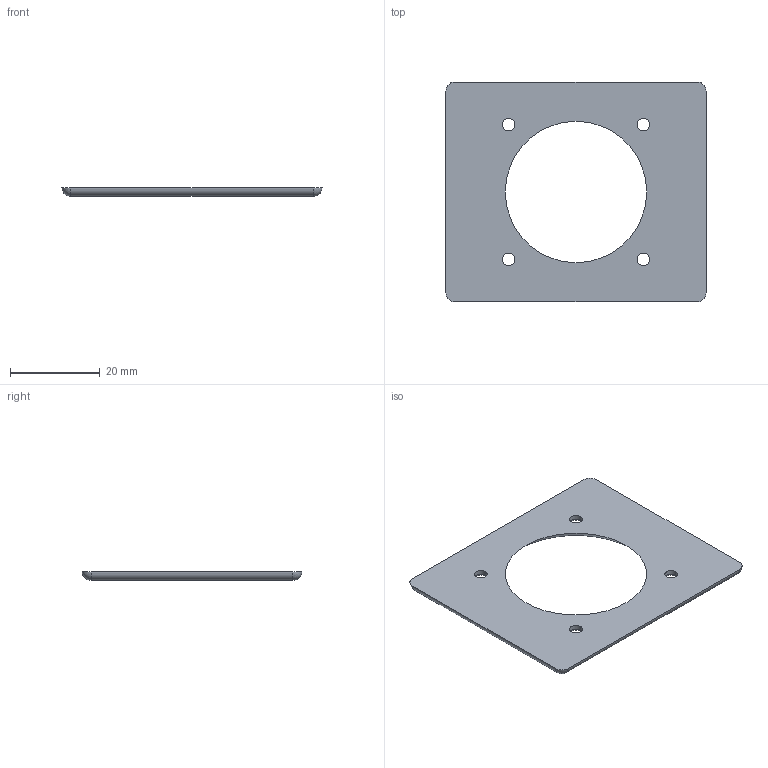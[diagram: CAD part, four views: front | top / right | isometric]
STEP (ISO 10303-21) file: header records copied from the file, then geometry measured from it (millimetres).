
FILE_DESCRIPTION (( 'STEP AP203' ), '1' );
FILE_NAME ('Filter holder cover.STEP', '2020-07-30T11:38:15', ( '' ), ( '' ), 'SwSTEP 2.0', 'SolidWorks 2018', '' );
FILE_SCHEMA (( 'CONFIG_CONTROL_DESIGN' ));
Length unit declared in the file: millimetre
Products named in the file (1): Filter holder cover
Bounding box: 58 x 49 x 2 mm (x, y, z)
Volume: 3662.8 mm3; surface area: 4450 mm2
Topology: 1 solids, 1 shells, 28 faces, 70 edges, 40 vertices
Faces by surface type: cylinder 12, cone 10, sphere 4, plane 2
Entity records: 911 total; most frequent: DIRECTION 164, CARTESIAN_POINT 135, ORIENTED_EDGE 132, AXIS2_PLACEMENT_3D 69, EDGE_CURVE 66, CIRCLE 40, VERTEX_POINT 40, EDGE_LOOP 38
